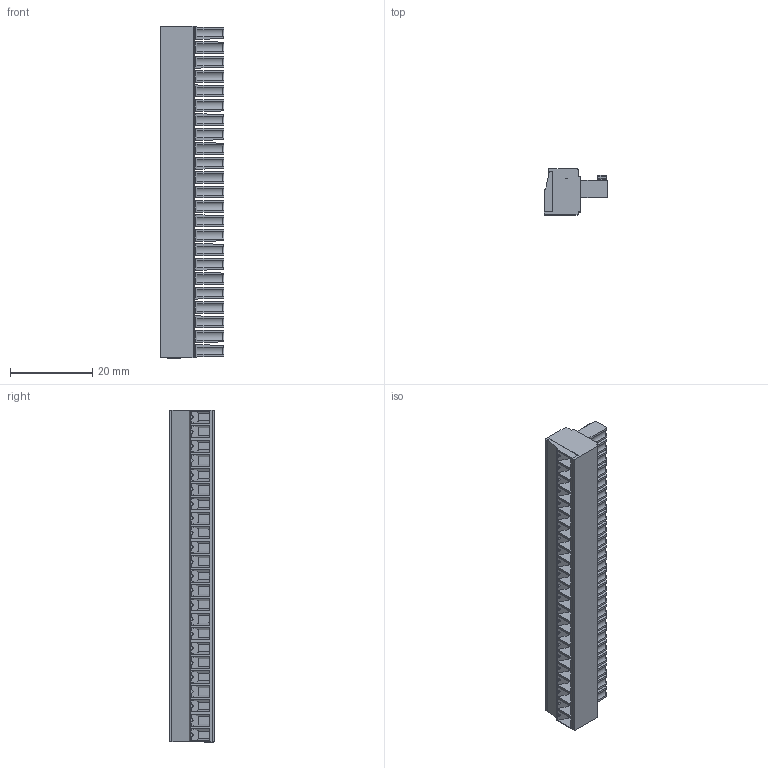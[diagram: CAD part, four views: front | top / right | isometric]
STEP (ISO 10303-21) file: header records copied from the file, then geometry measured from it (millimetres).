
FILE_DESCRIPTION(('STEP AP214'),'1');
FILE_NAME('SH12-7.stp','2018-11-19T08:58:48',(' '),(' '),'Spatial InterOp 3D',' ',' ');
FILE_SCHEMA(('AUTOMOTIVE_DESIGN { 1 0 10303 214 1 1 1 1 }'));
Length unit declared in the file: metre
Products named in the file (1): 1
Bounding box: 15.5 x 11.1 x 80.5 mm (x, y, z)
Volume: 7366.9 mm3; surface area: 8939.1 mm2
Topology: 1 solids, 1 shells, 1752 faces, 4652 edges, 2969 vertices
Faces by surface type: plane 1183, cylinder 407, cone 69, torus 47, sphere 46
Full cylindrical faces by diameter (mm): 1.2 x23, 1.8 x11, 2.8 x23, 3 x23
Entity records: 66665 total; most frequent: CARTESIAN_POINT 10008, ORIENTED_EDGE 8748, DIRECTION 8679, EDGE_CURVE 4374, LINE 3287, VECTOR 3287, VERTEX_POINT 2886, AXIS2_PLACEMENT_3D 2696
